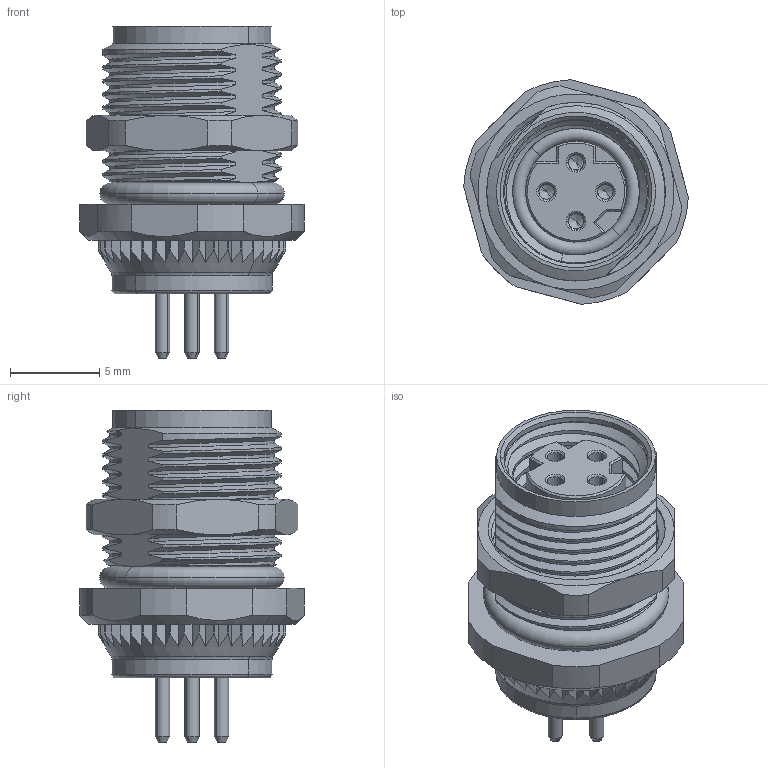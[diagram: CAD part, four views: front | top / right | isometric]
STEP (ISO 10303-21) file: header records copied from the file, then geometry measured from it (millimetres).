
FILE_DESCRIPTION((''),'2;1');
FILE_NAME('D-CODED-4P-K1T_P','2025-09-08T',('gongcheng16'),(''),'PRO/ENGINEER BY PARAMETRIC TECHNOLOGY CORPORATION, 2010280','PRO/ENGINEER BY PARAMETRIC TECHNOLOGY CORPORATION, 2010280','');
FILE_SCHEMA(('CONFIG_CONTROL_DESIGN'));
Products named in the file (1): D-CODED-4P-K1T_P
Bounding box: 12.59 x 12.59 x 18.6 mm (x, y, z)
Volume: 243.1 mm3; surface area: 11341.1 mm2
Topology: 1 solids, 90 shells, 2404 faces, 8137 edges, 5654 vertices
Faces by surface type: plane 739, bspline 653, cylinder 568, cone 356, torus 88
Entity records: 242121 total; most frequent: CARTESIAN_POINT 178633, ORIENTED_EDGE 14006, DIRECTION 10722, EDGE_CURVE 8129, VERTEX_POINT 5654, AXIS2_PLACEMENT_3D 3826, VECTOR 3070, LINE 3070
